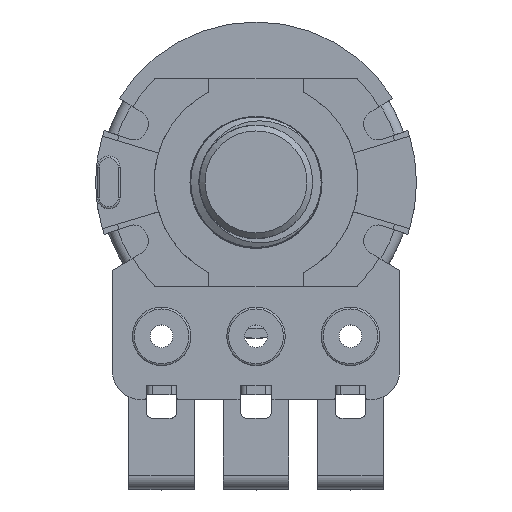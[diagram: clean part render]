
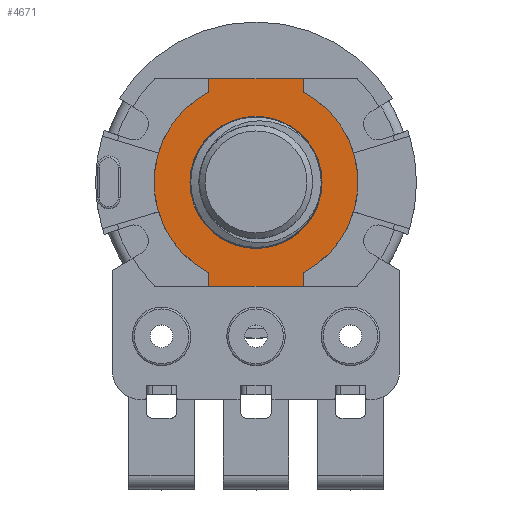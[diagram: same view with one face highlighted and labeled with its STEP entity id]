
A CAD part, top view. The second image highlights one B-rep face of the part: STEP entity #4671.
In plain terms, the highlighted planar face has unit normal (0, 0, 1).
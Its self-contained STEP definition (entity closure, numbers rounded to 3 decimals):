
#28=FACE_BOUND('',#545,.T.);
#80=PLANE('',#4992);
#278=FACE_OUTER_BOUND('',#544,.T.);
#544=EDGE_LOOP('',(#3412,#3413,#3414,#3415,#3416,#3417,#3418,#3419));
#545=EDGE_LOOP('',(#3420));
#790=CIRCLE('',#4945,3.5);
#798=CIRCLE('',#4963,5.4);
#803=CIRCLE('',#4971,5.4);
#1113=LINE('',#8475,#1552);
#1115=LINE('',#8479,#1554);
#1117=LINE('',#8482,#1556);
#1118=LINE('',#8485,#1557);
#1120=LINE('',#8489,#1559);
#1122=LINE('',#8492,#1561);
#1552=VECTOR('',#5642,10.);
#1554=VECTOR('',#5646,10.);
#1556=VECTOR('',#5650,10.);
#1557=VECTOR('',#5653,10.);
#1559=VECTOR('',#5657,10.);
#1561=VECTOR('',#5661,10.);
#1977=VERTEX_POINT('',#8344);
#2003=VERTEX_POINT('',#8413);
#2004=VERTEX_POINT('',#8415);
#2010=VERTEX_POINT('',#8433);
#2011=VERTEX_POINT('',#8435);
#2022=VERTEX_POINT('',#8474);
#2023=VERTEX_POINT('',#8478);
#2024=VERTEX_POINT('',#8484);
#2025=VERTEX_POINT('',#8488);
#2474=EDGE_CURVE('',#1977,#1977,#790,.T.);
#2507=EDGE_CURVE('',#2004,#2003,#798,.T.);
#2517=EDGE_CURVE('',#2011,#2010,#803,.T.);
#2537=EDGE_CURVE('',#2003,#2022,#1113,.T.);
#2539=EDGE_CURVE('',#2022,#2023,#1115,.T.);
#2541=EDGE_CURVE('',#2023,#2011,#1117,.T.);
#2542=EDGE_CURVE('',#2010,#2024,#1118,.T.);
#2544=EDGE_CURVE('',#2025,#2024,#1120,.T.);
#2546=EDGE_CURVE('',#2025,#2004,#1122,.T.);
#3412=ORIENTED_EDGE('',*,*,#2546,.T.);
#3413=ORIENTED_EDGE('',*,*,#2507,.T.);
#3414=ORIENTED_EDGE('',*,*,#2537,.T.);
#3415=ORIENTED_EDGE('',*,*,#2539,.T.);
#3416=ORIENTED_EDGE('',*,*,#2541,.T.);
#3417=ORIENTED_EDGE('',*,*,#2517,.T.);
#3418=ORIENTED_EDGE('',*,*,#2542,.T.);
#3419=ORIENTED_EDGE('',*,*,#2544,.F.);
#3420=ORIENTED_EDGE('',*,*,#2474,.T.);
#4671=ADVANCED_FACE('',(#278,#28),#80,.T.);
#4945=AXIS2_PLACEMENT_3D('',#8346,#5516,#5517);
#4963=AXIS2_PLACEMENT_3D('',#8416,#5577,#5578);
#4971=AXIS2_PLACEMENT_3D('',#8436,#5598,#5599);
#4992=AXIS2_PLACEMENT_3D('',#8493,#5662,#5663);
#5516=DIRECTION('center_axis',(0.,0.,-1.));
#5517=DIRECTION('ref_axis',(-1.,0.,0.));
#5577=DIRECTION('center_axis',(0.,0.,1.));
#5578=DIRECTION('ref_axis',(-0.463,0.886,0.));
#5598=DIRECTION('center_axis',(0.,0.,1.));
#5599=DIRECTION('ref_axis',(0.463,-0.886,0.));
#5642=DIRECTION('',(0.,-1.,0.));
#5646=DIRECTION('',(1.,0.,0.));
#5650=DIRECTION('',(0.,1.,0.));
#5653=DIRECTION('',(0.,1.,0.));
#5657=DIRECTION('',(1.,0.,0.));
#5661=DIRECTION('',(0.,-1.,0.));
#5662=DIRECTION('center_axis',(0.,0.,1.));
#5663=DIRECTION('ref_axis',(1.,0.,0.));
#8344=CARTESIAN_POINT('',(3.5,0.,10.7));
#8346=CARTESIAN_POINT('Origin',(0.,0.,10.7));
#8413=CARTESIAN_POINT('',(-2.5,-4.786,10.7));
#8415=CARTESIAN_POINT('',(-2.5,4.786,10.7));
#8416=CARTESIAN_POINT('Origin',(0.,0.,10.7));
#8433=CARTESIAN_POINT('',(2.5,4.786,10.7));
#8435=CARTESIAN_POINT('',(2.5,-4.786,10.7));
#8436=CARTESIAN_POINT('Origin',(0.,0.,10.7));
#8474=CARTESIAN_POINT('',(-2.5,-5.5,10.7));
#8475=CARTESIAN_POINT('',(-2.5,-4.786,10.7));
#8478=CARTESIAN_POINT('',(2.5,-5.5,10.7));
#8479=CARTESIAN_POINT('',(-10.,-5.5,10.7));
#8482=CARTESIAN_POINT('',(2.5,-5.5,10.7));
#8484=CARTESIAN_POINT('',(2.5,5.5,10.7));
#8485=CARTESIAN_POINT('',(2.5,4.786,10.7));
#8488=CARTESIAN_POINT('',(-2.5,5.5,10.7));
#8489=CARTESIAN_POINT('',(-10.,5.5,10.7));
#8492=CARTESIAN_POINT('',(-2.5,5.5,10.7));
#8493=CARTESIAN_POINT('Origin',(0.,0.,10.7));
